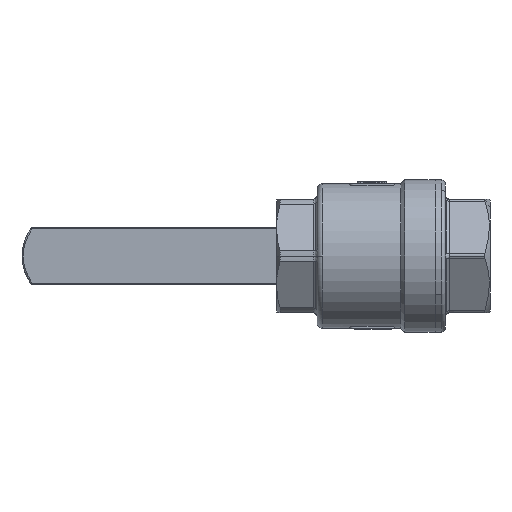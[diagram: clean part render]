
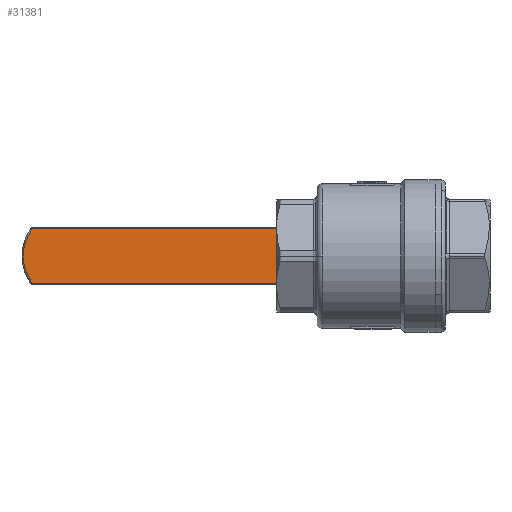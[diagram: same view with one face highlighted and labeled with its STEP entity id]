
A CAD part, front view. The second image highlights one B-rep face of the part: STEP entity #31381.
In plain terms, the highlighted face is planar.
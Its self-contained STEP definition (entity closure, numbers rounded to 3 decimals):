
#30696=CARTESIAN_POINT('',(-13.3,63.143,-5.5));
#30697=VERTEX_POINT('',#30696);
#30705=CARTESIAN_POINT('',(-13.3,-62.019,-5.5));
#30706=VERTEX_POINT('',#30705);
#30707=CARTESIAN_POINT('',(-13.3,63.143,-5.5));
#30708=DIRECTION('',(0.0,-1.0,0.0));
#30709=VECTOR('',#30708,125.162);
#30710=LINE('',#30707,#30709);
#30711=EDGE_CURVE('',#30697,#30706,#30710,.T.);
#30780=CARTESIAN_POINT('',(13.3,-62.019,-5.5));
#30781=VERTEX_POINT('',#30780);
#30789=CARTESIAN_POINT('',(13.3,63.143,-5.5));
#30790=VERTEX_POINT('',#30789);
#30791=CARTESIAN_POINT('',(13.3,-62.019,-5.5));
#30792=DIRECTION('',(0.0,1.0,0.0));
#30793=VECTOR('',#30792,125.162);
#30794=LINE('',#30791,#30793);
#30795=EDGE_CURVE('',#30781,#30790,#30794,.T.);
#30829=CARTESIAN_POINT('',(13.3,63.143,-5.5));
#30830=DIRECTION('',(-1.0,0.0,0.0));
#30831=VECTOR('',#30830,26.6);
#30832=LINE('',#30829,#30831);
#30833=EDGE_CURVE('',#30790,#30697,#30832,.T.);
#31226=CARTESIAN_POINT('',(0.,-43.5,-5.5));
#31227=DIRECTION('',(0.0,0.0,1.0));
#31228=DIRECTION('',(0.0,-1.0,0.0));
#31229=AXIS2_PLACEMENT_3D('',#31226,#31227,#31228);
#31230=CIRCLE('',#31229,22.8);
#31231=EDGE_CURVE('',#30706,#30781,#31230,.T.);
#31370=CARTESIAN_POINT('',(0.,-0.828,-5.5));
#31371=DIRECTION('',(0.0,0.0,-1.0));
#31372=DIRECTION('',(-1.0,0.0,0.0));
#31373=AXIS2_PLACEMENT_3D('',#31370,#31371,#31372);
#31374=PLANE('',#31373);
#31375=ORIENTED_EDGE('',*,*,#30833,.F.);
#31376=ORIENTED_EDGE('',*,*,#30795,.F.);
#31377=ORIENTED_EDGE('',*,*,#31231,.F.);
#31378=ORIENTED_EDGE('',*,*,#30711,.F.);
#31379=EDGE_LOOP('',(#31375,#31376,#31377,#31378));
#31380=FACE_OUTER_BOUND('',#31379,.T.);
#31381=ADVANCED_FACE('',(#31380),#31374,.T.);
